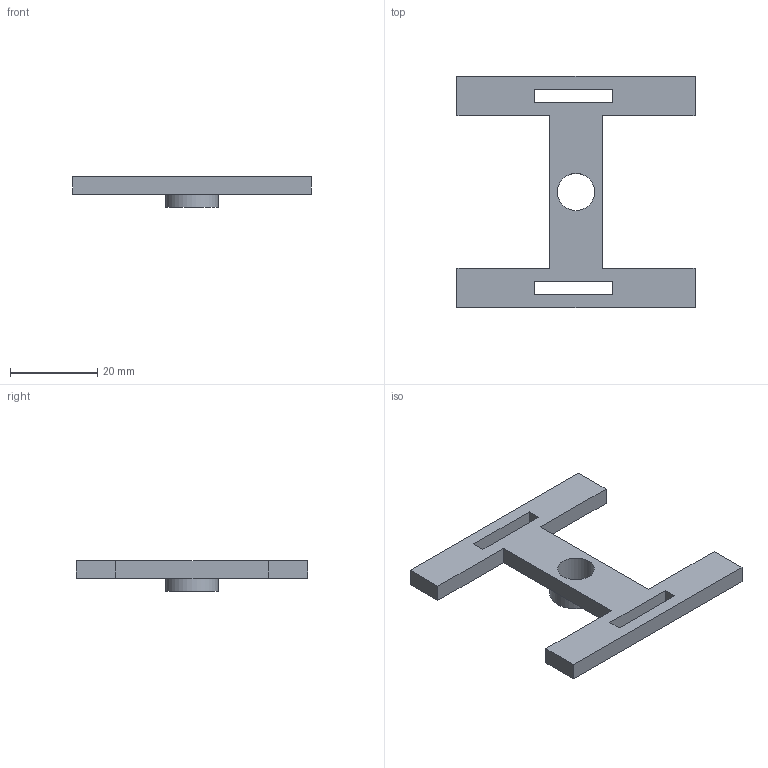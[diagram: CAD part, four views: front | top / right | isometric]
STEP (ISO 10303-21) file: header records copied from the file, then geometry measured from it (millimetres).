
FILE_DESCRIPTION(/* description */ ('STEP AP242','CAx-IF Rec.Pracs.---Representation and Presentation of Product Manufacturing Information (PMI)---4.0---2014-10-13','CAx-IF Rec.Pracs.---3D Tessellated Geometry---0.4---2014-09-14','2;1'),/* implementation_level */ '2;1');
FILE_NAME(/* name */ 'Assembly 1 - Part 14',/* time_stamp */ '2024-08-31T21:16:18Z',/* author */ (''),/* organization */ (''),/* preprocessor_version */ 'ST-DEVELOPER v20',/* originating_system */ ' ',/* authorisation */ ' ');
FILE_SCHEMA (('AP242_MANAGED_MODEL_BASED_3D_ENGINEERING_MIM_LF { 1 0 10303 442 1 1 4 }'));
Length unit declared in the file: millimetre
Products named in the file (1): Part 14
Bounding box: 54.5 x 53 x 7 mm (x, y, z)
Volume: 5114.1 mm3; surface area: 4308.5 mm2
Topology: 1 solids, 1 shells, 26 faces, 71 edges, 47 vertices
Faces by surface type: plane 24, cylinder 2
Full cylindrical faces by diameter (mm): 8.5 x1
Entity records: 841 total; most frequent: CARTESIAN_POINT 144, ORIENTED_EDGE 140, DIRECTION 129, EDGE_CURVE 70, LINE 65, VECTOR 65, VERTEX_POINT 47, EDGE_LOOP 33
